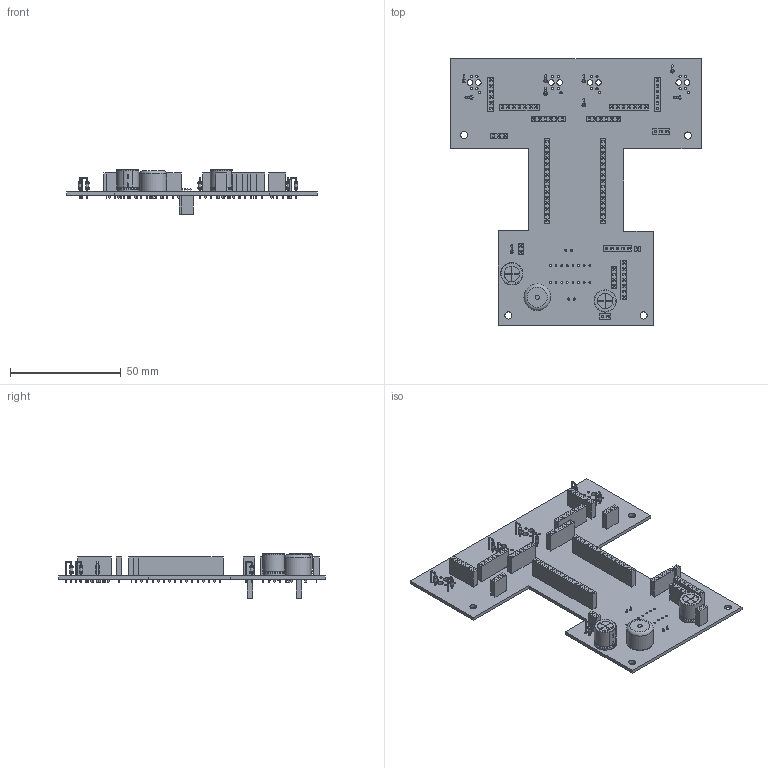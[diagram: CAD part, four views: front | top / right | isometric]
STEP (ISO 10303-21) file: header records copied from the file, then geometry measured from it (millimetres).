
FILE_DESCRIPTION(('KiCad electronic assembly'),'2;1');
FILE_NAME('esp-car.step','2025-10-02T11:26:34',('Pcbnew'),('Kicad'), 'Open CASCADE STEP processor 7.8','KiCad to STEP converter','Unknown' );
FILE_SCHEMA(('AUTOMOTIVE_DESIGN { 1 0 10303 214 1 1 1 1 }'));
Length unit declared in the file: millimetre
Products named in the file (13): esp-car 1; PinSocket_1x04_P2.54mm_Vertical; CP_Radial_D10.0mm_P3.50mm; PinSocket_1x15_P2.54mm_Vertical; PinSocket_1x03_P2.54mm_Vertical; PinSocket_1x06_P2.54mm_Vertical; PinSocket_1x02_P2.54mm_Vertical; PinSocket_1x01_P2.54mm_Vertical; PinSocket_1x05_P2.54mm_Vertical; R_Axial_DIN0204_L3.6mm_D1.6mm_P2.54mm_Vertical; PinSocket_1x07_P2.54mm_Vertical; Buzzer_12x9.5RM7.6; esp-car_PCB
Assembly tree (31 placements, depth 2):
  esp-car 1
    PinSocket_1x04_P2.54mm_Vertical
    CP_Radial_D10.0mm_P3.50mm  x2
    PinSocket_1x15_P2.54mm_Vertical  x2
    PinSocket_1x03_P2.54mm_Vertical  x2
    PinSocket_1x06_P2.54mm_Vertical  x4
    PinSocket_1x02_P2.54mm_Vertical  x4
    PinSocket_1x01_P2.54mm_Vertical
    PinSocket_1x05_P2.54mm_Vertical
    R_Axial_DIN0204_L3.6mm_D1.6mm_P2.54mm_Vertical  x9
    PinSocket_1x07_P2.54mm_Vertical  x3
    Buzzer_12x9.5RM7.6
    esp-car_PCB
Bounding box: 113 x 120.5 x 20.18 mm (x, y, z)
Volume: 21353.5 mm3; surface area: 30587.4 mm2
Topology: 31 solids, 33 shells, 3201 faces, 8214 edges, 5322 vertices
Faces by surface type: plane 2873, cylinder 266, torus 44, bspline 10, revolution 8
Full cylindrical faces by diameter (mm): 0.5 x40, 0.7 x16, 0.8 x16, 0.9 x2, 1 x127, 1.44 x9, 1.6 x18, 2 x1, 2.5 x8, 3.2 x4, 12 x1
Entity records: 60287 total; most frequent: CARTESIAN_POINT 8512, ORIENTED_EDGE 7662, DIRECTION 7208, EDGE_CURVE 3831, LINE 3384, VECTOR 3384, VERTEX_POINT 2492, AXIS2_PLACEMENT_3D 1910
